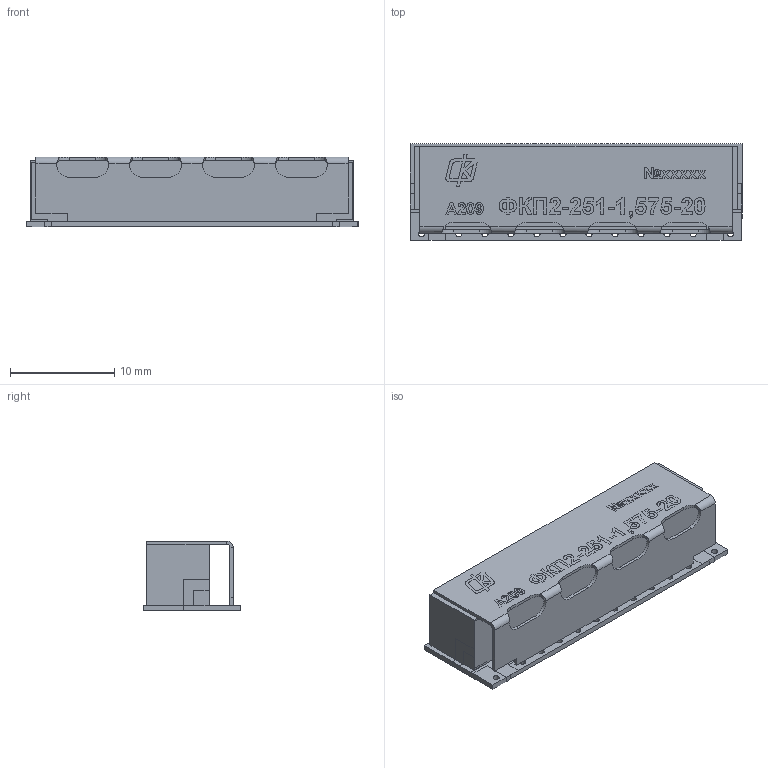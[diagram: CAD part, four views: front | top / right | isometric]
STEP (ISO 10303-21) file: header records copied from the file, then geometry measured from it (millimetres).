
FILE_DESCRIPTION(('STEP AP203'), '1');
FILE_NAME('ÍØÁÀ.434834.051_Ôèëüòð ÔÊÏ2-251-1,575-20', '', ('UNSPECIFIED'), ('UNSPECIFIED'), 'ASCON STEP Converter 1.6', 'ASCON Math Kernel', '');
FILE_SCHEMA(('CONFIG_CONTROL_DESIGN'));
Length unit declared in the file: millimetre
Products named in the file (1): НШБА.434834.051_Фильтр ФКП2-251-1,575-20
Bounding box: 31.9 x 9.3 x 6.71 mm (x, y, z)
Volume: 1351.8 mm3; surface area: 1878.5 mm2
Topology: 2 solids, 2 shells, 572 faces, 1561 edges, 1026 vertices
Faces by surface type: plane 361, bspline 143, cylinder 68
Full cylindrical faces by diameter (mm): 0.6 x12, 0.8 x23
Entity records: 37686 total; most frequent: CARTESIAN_POINT 19703, ORIENTED_EDGE 3052, DIRECTION 2099, EDGE_CURVE 1526, VERTEX_POINT 1026, LINE 999, VECTOR 999, EDGE_LOOP 718
